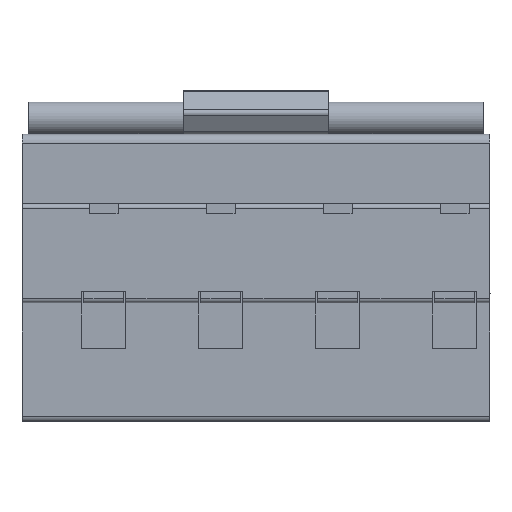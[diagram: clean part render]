
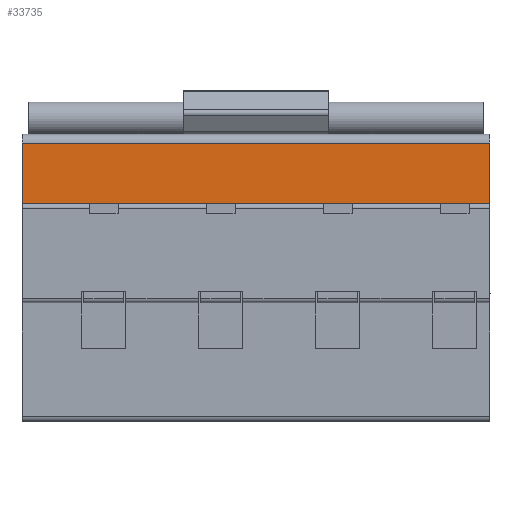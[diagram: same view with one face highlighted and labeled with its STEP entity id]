
A CAD part, top view. The second image highlights one B-rep face of the part: STEP entity #33735.
In plain terms, the highlighted planar face has unit normal (0, 0, 1).
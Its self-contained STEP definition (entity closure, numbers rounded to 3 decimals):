
#2184 = VERTEX_POINT ( 'NONE', #38297 ) ;
#4696 = LINE ( 'NONE', #98723, #15162 ) ;
#5998 = ORIENTED_EDGE ( 'NONE', *, *, #63154, .T. ) ;
#6584 = CARTESIAN_POINT ( 'NONE',  ( 13.25, 30.5, 22.4 ) ) ;
#8480 = DIRECTION ( 'NONE',  ( 0., 0., -1. ) ) ;
#8844 = ORIENTED_EDGE ( 'NONE', *, *, #41071, .F. ) ;
#15162 = VECTOR ( 'NONE', #59504, 1000. ) ;
#21190 = LINE ( 'NONE', #76002, #58548 ) ;
#21994 = CARTESIAN_POINT ( 'NONE',  ( 13.25, 16.75, 22.4 ) ) ;
#24520 = DIRECTION ( 'NONE',  ( 0., 1., 0. ) ) ;
#26918 = DIRECTION ( 'NONE',  ( 0., 1., 0. ) ) ;
#28587 = VERTEX_POINT ( 'NONE', #36827 ) ;
#29996 = ORIENTED_EDGE ( 'NONE', *, *, #59940, .F. ) ;
#33735 = ADVANCED_FACE ( 'NONE', ( #38004 ), #69544, .F. ) ;
#36827 = CARTESIAN_POINT ( 'NONE',  ( -92.75, 30.5, 22.4 ) ) ;
#38004 = FACE_OUTER_BOUND ( 'NONE', #91155, .T. ) ;
#38297 = CARTESIAN_POINT ( 'NONE',  ( -92.75, 16.75, 22.4 ) ) ;
#40046 = CARTESIAN_POINT ( 'NONE',  ( 13.25, 32.5, 22.4 ) ) ;
#40167 = ORIENTED_EDGE ( 'NONE', *, *, #59524, .F. ) ;
#41071 = EDGE_CURVE ( 'NONE', #2184, #28587, #21190, .T. ) ;
#44314 = VERTEX_POINT ( 'NONE', #6584 ) ;
#44424 = VECTOR ( 'NONE', #58617, 1000. ) ;
#48462 = LINE ( 'NONE', #79944, #67466 ) ;
#55712 = DIRECTION ( 'NONE',  ( -1., 0., 0. ) ) ;
#58548 = VECTOR ( 'NONE', #26918, 1000. ) ;
#58617 = DIRECTION ( 'NONE',  ( 1., 0., 0. ) ) ;
#59504 = DIRECTION ( 'NONE',  ( 0., 1., 0. ) ) ;
#59524 = EDGE_CURVE ( 'NONE', #94042, #2184, #48462, .T. ) ;
#59940 = EDGE_CURVE ( 'NONE', #28587, #44314, #66407, .T. ) ;
#63154 = EDGE_CURVE ( 'NONE', #94042, #44314, #4696, .T. ) ;
#66407 = LINE ( 'NONE', #98354, #44424 ) ;
#67466 = VECTOR ( 'NONE', #55712, 1000. ) ;
#69544 = PLANE ( 'NONE',  #94286 ) ;
#76002 = CARTESIAN_POINT ( 'NONE',  ( -92.75, 16.75, 22.4 ) ) ;
#79944 = CARTESIAN_POINT ( 'NONE',  ( 13.25, 16.75, 22.4 ) ) ;
#91155 = EDGE_LOOP ( 'NONE', ( #29996, #8844, #40167, #5998 ) ) ;
#94042 = VERTEX_POINT ( 'NONE', #21994 ) ;
#94286 = AXIS2_PLACEMENT_3D ( 'NONE', #40046, #8480, #24520 ) ;
#98354 = CARTESIAN_POINT ( 'NONE',  ( 13.25, 30.5, 22.4 ) ) ;
#98723 = CARTESIAN_POINT ( 'NONE',  ( 13.25, 32.5, 22.4 ) ) ;
